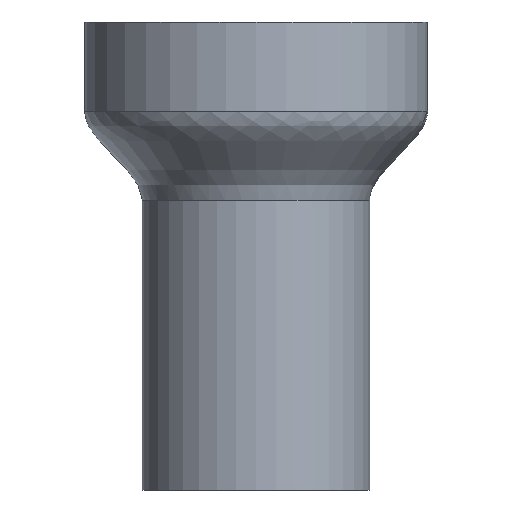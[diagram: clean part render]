
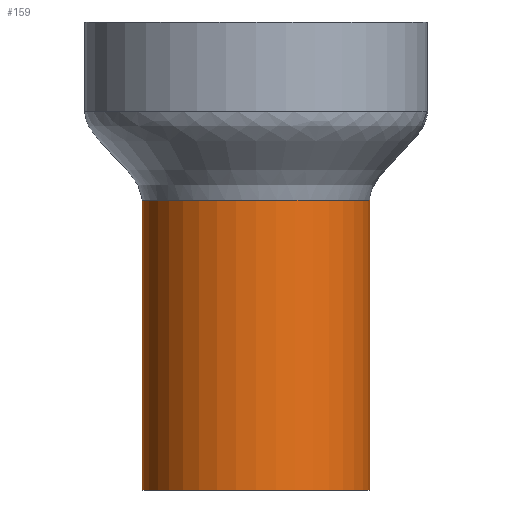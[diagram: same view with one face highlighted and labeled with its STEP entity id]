
A CAD part, front view. The second image highlights one B-rep face of the part: STEP entity #159.
In plain terms, the highlighted cylindrical face has radius 25.5 mm (diameter 51 mm), a full revolution.
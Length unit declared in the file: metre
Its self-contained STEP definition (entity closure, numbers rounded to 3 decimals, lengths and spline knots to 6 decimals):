
#10=CIRCLE('',#209,0.0255);
#11=CIRCLE('',#210,0.0255);
#18=CYLINDRICAL_SURFACE('',#208,0.0255);
#39=ORIENTED_EDGE('',*,*,#63,.T.);
#40=ORIENTED_EDGE('',*,*,#64,.F.);
#63=EDGE_CURVE('',#77,#77,#10,.T.);
#64=EDGE_CURVE('',#78,#78,#11,.T.);
#77=VERTEX_POINT('',#1019);
#78=VERTEX_POINT('',#1021);
#101=EDGE_LOOP('',(#39));
#102=EDGE_LOOP('',(#40));
#129=FACE_BOUND('',#101,.T.);
#130=FACE_BOUND('',#102,.T.);
#159=ADVANCED_FACE('',(#129,#130),#18,.T.);
#208=AXIS2_PLACEMENT_3D('',#1017,#234,#235);
#209=AXIS2_PLACEMENT_3D('',#1018,#236,#237);
#210=AXIS2_PLACEMENT_3D('',#1020,#238,#239);
#234=DIRECTION('',(0.,0.,1.));
#235=DIRECTION('',(1.,0.,0.));
#236=DIRECTION('',(0.,0.,1.));
#237=DIRECTION('',(1.,0.,0.));
#238=DIRECTION('',(0.,0.,1.));
#239=DIRECTION('',(1.,0.,0.));
#1017=CARTESIAN_POINT('',(0.010312,0.000322,-0.065));
#1018=CARTESIAN_POINT('',(0.010312,0.000322,-0.065));
#1019=CARTESIAN_POINT('',(0.035812,0.000322,-0.065));
#1020=CARTESIAN_POINT('',(0.010312,0.000322,0.));
#1021=CARTESIAN_POINT('',(0.035812,0.000322,0.));
